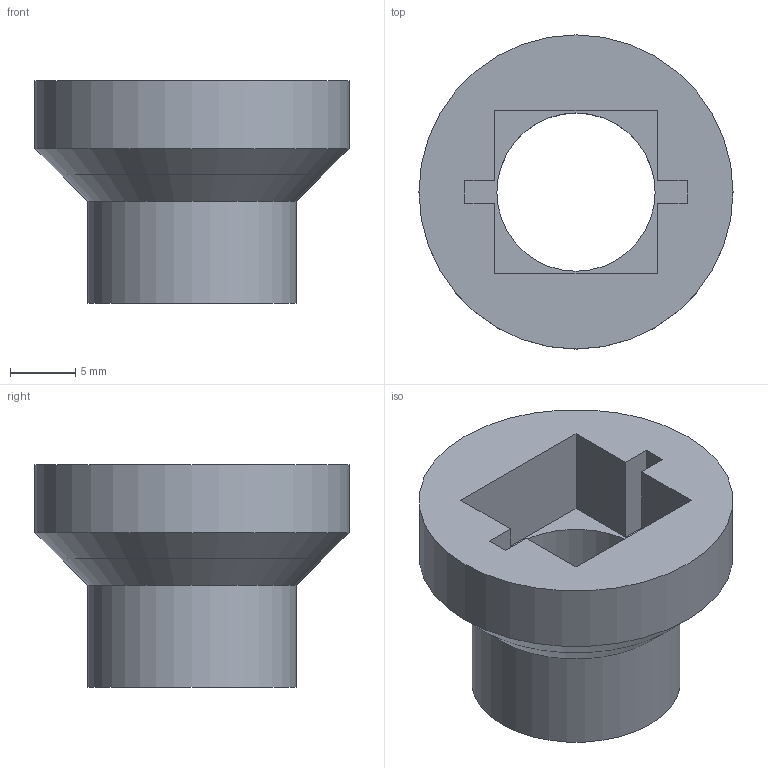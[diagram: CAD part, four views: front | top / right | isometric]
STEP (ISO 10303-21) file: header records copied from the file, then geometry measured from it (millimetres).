
FILE_DESCRIPTION(/* description */ (''),/* implementation_level */ '2;1');
FILE_NAME(/* name */ 'CouplerAdapter.stp',/* time_stamp */ '2023-06-07T17:27:05+02:00',/* author */ ('hello'),/* organization */ (''),/* preprocessor_version */ 'ST-DEVELOPER v19.2',/* originating_system */ 'Autodesk Inventor 2023',/* authorisation */ '');
FILE_SCHEMA (('AUTOMOTIVE_DESIGN { 1 0 10303 214 3 1 1 }'));
Length unit declared in the file: millimetre
Products named in the file (1): CouplerAdapter
Bounding box: 24 x 24 x 17 mm (x, y, z)
Volume: 2890.8 mm3; surface area: 2354.1 mm2
Topology: 1 solids, 1 shells, 21 faces, 49 edges, 32 vertices
Faces by surface type: plane 16, cylinder 3, cone 2
Full cylindrical faces by diameter (mm): 12.1 x1, 15.95 x1, 24 x1
Entity records: 642 total; most frequent: CARTESIAN_POINT 103, DIRECTION 101, ORIENTED_EDGE 98, EDGE_CURVE 49, LINE 41, VECTOR 41, VERTEX_POINT 32, AXIS2_PLACEMENT_3D 30
